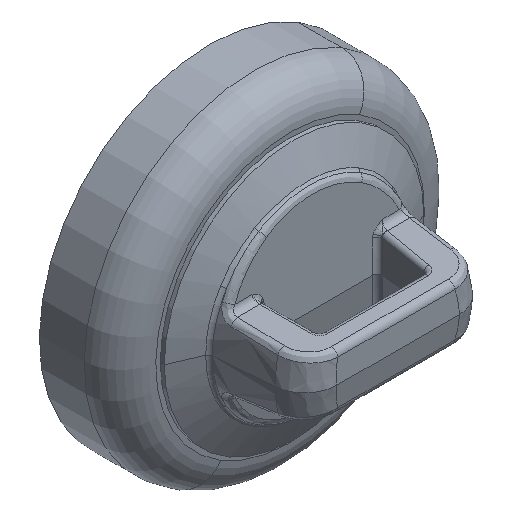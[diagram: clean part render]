
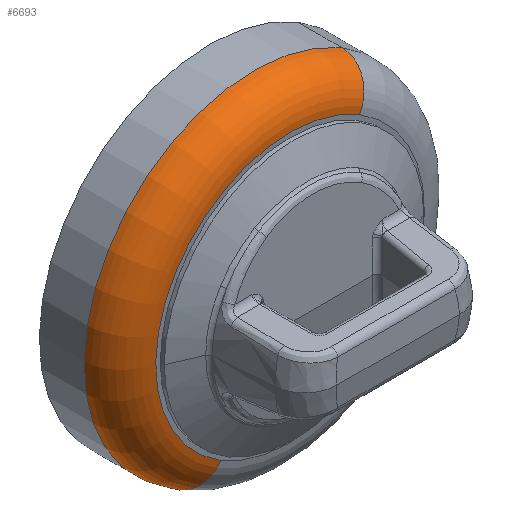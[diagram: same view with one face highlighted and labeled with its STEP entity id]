
A CAD part, isometric view. The second image highlights one B-rep face of the part: STEP entity #6693.
In plain terms, the highlighted toroidal (fillet/blend) face has major radius 7.5 mm and minor radius 2 mm.
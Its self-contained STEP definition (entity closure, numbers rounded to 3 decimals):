
#33 = EDGE_LOOP ( 'NONE', ( #4619, #3980, #1800, #2495 ) ) ;
#497 = AXIS2_PLACEMENT_3D ( 'NONE', #8580, #7089, #4822 ) ;
#976 = EDGE_CURVE ( 'NONE', #6502, #3107, #3451, .T. ) ;
#1179 = AXIS2_PLACEMENT_3D ( 'NONE', #7933, #5076, #7209 ) ;
#1258 = EDGE_CURVE ( 'NONE', #6502, #3313, #5424, .T. ) ;
#1383 = AXIS2_PLACEMENT_3D ( 'NONE', #5983, #1580, #4011 ) ;
#1580 = DIRECTION ( 'NONE',  ( 0., 0., 1. ) ) ;
#1800 = ORIENTED_EDGE ( 'NONE', *, *, #8685, .F. ) ;
#2386 = FACE_OUTER_BOUND ( 'NONE', #33, .T. ) ;
#2495 = ORIENTED_EDGE ( 'NONE', *, *, #1258, .F. ) ;
#2622 = CIRCLE ( 'NONE', #497, 2. ) ;
#3107 = VERTEX_POINT ( 'NONE', #8931 ) ;
#3313 = VERTEX_POINT ( 'NONE', #6507 ) ;
#3451 = CIRCLE ( 'NONE', #1179, 9.5 ) ;
#3817 = CARTESIAN_POINT ( 'NONE',  ( 0., 0., 0. ) ) ;
#3959 = CARTESIAN_POINT ( 'NONE',  ( 7.5, 0., -2. ) ) ;
#3980 = ORIENTED_EDGE ( 'NONE', *, *, #4608, .T. ) ;
#4011 = DIRECTION ( 'NONE',  ( 1., 0., 0. ) ) ;
#4608 = EDGE_CURVE ( 'NONE', #3107, #5304, #2622, .T. ) ;
#4619 = ORIENTED_EDGE ( 'NONE', *, *, #976, .T. ) ;
#4692 = DIRECTION ( 'NONE',  ( 0., 0., -1. ) ) ;
#4822 = DIRECTION ( 'NONE',  ( -1., 0., 0. ) ) ;
#5076 = DIRECTION ( 'NONE',  ( 0., 0., 1. ) ) ;
#5304 = VERTEX_POINT ( 'NONE', #6402 ) ;
#5393 = DIRECTION ( 'NONE',  ( 0., 0., 1. ) ) ;
#5424 = CIRCLE ( 'NONE', #6025, 2. ) ;
#5635 = CIRCLE ( 'NONE', #8525, 7.5 ) ;
#5983 = CARTESIAN_POINT ( 'NONE',  ( 0., 0., -2. ) ) ;
#6025 = AXIS2_PLACEMENT_3D ( 'NONE', #3959, #9101, #4692 ) ;
#6073 = TOROIDAL_SURFACE ( 'NONE', #1383, 7.5, 2. ) ;
#6402 = CARTESIAN_POINT ( 'NONE',  ( -7.5, 0., 0. ) ) ;
#6502 = VERTEX_POINT ( 'NONE', #9085 ) ;
#6507 = CARTESIAN_POINT ( 'NONE',  ( 7.5, 0., 0. ) ) ;
#6693 = ADVANCED_FACE ( 'NONE', ( #2386 ), #6073, .T. ) ;
#7089 = DIRECTION ( 'NONE',  ( 0., 1., 0. ) ) ;
#7209 = DIRECTION ( 'NONE',  ( 1., 0., 0. ) ) ;
#7574 = DIRECTION ( 'NONE',  ( 1., 0., 0. ) ) ;
#7933 = CARTESIAN_POINT ( 'NONE',  ( 0., 0., -2. ) ) ;
#8525 = AXIS2_PLACEMENT_3D ( 'NONE', #3817, #5393, #7574 ) ;
#8580 = CARTESIAN_POINT ( 'NONE',  ( -7.5, 0., -2. ) ) ;
#8685 = EDGE_CURVE ( 'NONE', #3313, #5304, #5635, .T. ) ;
#8931 = CARTESIAN_POINT ( 'NONE',  ( -9.5, 0., -2. ) ) ;
#9085 = CARTESIAN_POINT ( 'NONE',  ( 9.5, 0., -2. ) ) ;
#9101 = DIRECTION ( 'NONE',  ( 0., -1., 0. ) ) ;
